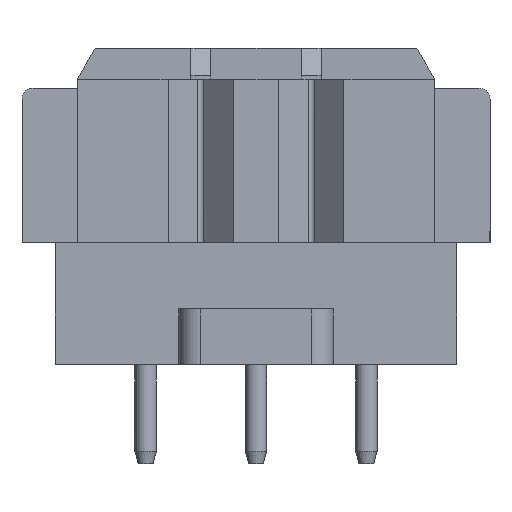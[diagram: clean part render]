
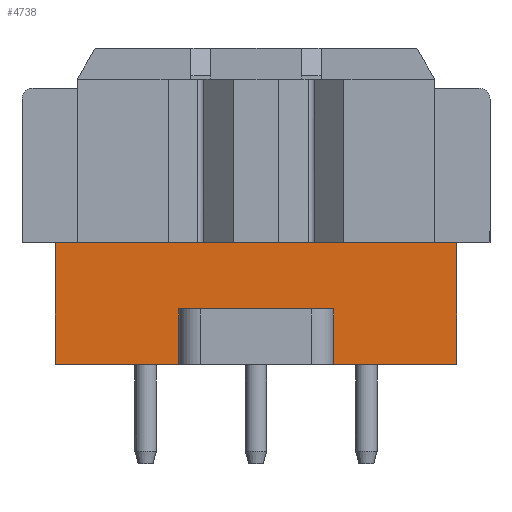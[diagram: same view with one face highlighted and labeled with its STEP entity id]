
A CAD part, left-side view. The second image highlights one B-rep face of the part: STEP entity #4738.
In plain terms, the highlighted planar face has unit normal (-1, 0, 0).
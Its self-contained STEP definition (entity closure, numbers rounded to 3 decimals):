
#4686=AXIS2_PLACEMENT_3D('Plane Axis2P3D',#4683,#4684,#4685) ;
#3281=CARTESIAN_POINT('Vertex',(7.,19.7,10.)) ;
#3284=CARTESIAN_POINT('Line Origine',(7.,10.6,10.)) ;
#3288=CARTESIAN_POINT('Vertex',(7.,1.5,10.)) ;
#4591=CARTESIAN_POINT('Vertex',(7.,19.7,4.5)) ;
#4594=CARTESIAN_POINT('Line Origine',(7.,19.7,7.25)) ;
#4683=CARTESIAN_POINT('Axis2P3D Location',(7.,19.7,1.3)) ;
#4688=CARTESIAN_POINT('Line Origine',(7.,4.3,4.5)) ;
#4692=CARTESIAN_POINT('Vertex',(7.,7.1,4.5)) ;
#4694=CARTESIAN_POINT('Vertex',(7.,1.5,4.5)) ;
#4697=CARTESIAN_POINT('Line Origine',(7.,1.5,7.25)) ;
#4702=CARTESIAN_POINT('Line Origine',(7.,16.9,4.5)) ;
#4706=CARTESIAN_POINT('Vertex',(7.,14.1,4.5)) ;
#4709=CARTESIAN_POINT('Line Origine',(7.,14.1,5.75)) ;
#4713=CARTESIAN_POINT('Vertex',(7.,14.1,7.)) ;
#4716=CARTESIAN_POINT('Line Origine',(7.,10.6,7.)) ;
#4720=CARTESIAN_POINT('Vertex',(7.,7.1,7.)) ;
#4723=CARTESIAN_POINT('Line Origine',(7.,7.1,5.75)) ;
#3285=DIRECTION('Vector Direction',(0.,-1.,0.)) ;
#4595=DIRECTION('Vector Direction',(0.,0.,1.)) ;
#4684=DIRECTION('Axis2P3D Direction',(-1.,0.,0.)) ;
#4685=DIRECTION('Axis2P3D XDirection',(0.,-1.,0.)) ;
#4689=DIRECTION('Vector Direction',(0.,-1.,0.)) ;
#4698=DIRECTION('Vector Direction',(0.,0.,1.)) ;
#4703=DIRECTION('Vector Direction',(0.,-1.,0.)) ;
#4710=DIRECTION('Vector Direction',(0.,0.,1.)) ;
#4717=DIRECTION('Vector Direction',(0.,-1.,0.)) ;
#4724=DIRECTION('Vector Direction',(0.,0.,1.)) ;
#3286=VECTOR('Line Direction',#3285,1.) ;
#4596=VECTOR('Line Direction',#4595,1.) ;
#4690=VECTOR('Line Direction',#4689,1.) ;
#4699=VECTOR('Line Direction',#4698,1.) ;
#4704=VECTOR('Line Direction',#4703,1.) ;
#4711=VECTOR('Line Direction',#4710,1.) ;
#4718=VECTOR('Line Direction',#4717,1.) ;
#4725=VECTOR('Line Direction',#4724,1.) ;
#4729=ORIENTED_EDGE('',*,*,#4696,.T.) ;
#4730=ORIENTED_EDGE('',*,*,#4701,.T.) ;
#4731=ORIENTED_EDGE('',*,*,#3290,.F.) ;
#4732=ORIENTED_EDGE('',*,*,#4598,.F.) ;
#4733=ORIENTED_EDGE('',*,*,#4708,.T.) ;
#4734=ORIENTED_EDGE('',*,*,#4715,.T.) ;
#4735=ORIENTED_EDGE('',*,*,#4722,.F.) ;
#4736=ORIENTED_EDGE('',*,*,#4727,.F.) ;
#4738=ADVANCED_FACE('HOUSING',(#4737),#4687,.T.) ;
#3290=EDGE_CURVE('',#3282,#3289,#3287,.T.) ;
#4598=EDGE_CURVE('',#4592,#3282,#4597,.T.) ;
#4696=EDGE_CURVE('',#4693,#4695,#4691,.T.) ;
#4701=EDGE_CURVE('',#4695,#3289,#4700,.T.) ;
#4708=EDGE_CURVE('',#4592,#4707,#4705,.T.) ;
#4715=EDGE_CURVE('',#4707,#4714,#4712,.T.) ;
#4722=EDGE_CURVE('',#4721,#4714,#4719,.F.) ;
#4727=EDGE_CURVE('',#4693,#4721,#4726,.T.) ;
#4728=EDGE_LOOP('',(#4729,#4730,#4731,#4732,#4733,#4734,#4735,#4736)) ;
#4737=FACE_OUTER_BOUND('',#4728,.T.) ;
#3287=LINE('Line',#3284,#3286) ;
#4597=LINE('Line',#4594,#4596) ;
#4691=LINE('Line',#4688,#4690) ;
#4700=LINE('Line',#4697,#4699) ;
#4705=LINE('Line',#4702,#4704) ;
#4712=LINE('Line',#4709,#4711) ;
#4719=LINE('Line',#4716,#4718) ;
#4726=LINE('Line',#4723,#4725) ;
#4687=PLANE('',#4686) ;
#3282=VERTEX_POINT('',#3281) ;
#3289=VERTEX_POINT('',#3288) ;
#4592=VERTEX_POINT('',#4591) ;
#4693=VERTEX_POINT('',#4692) ;
#4695=VERTEX_POINT('',#4694) ;
#4707=VERTEX_POINT('',#4706) ;
#4714=VERTEX_POINT('',#4713) ;
#4721=VERTEX_POINT('',#4720) ;
